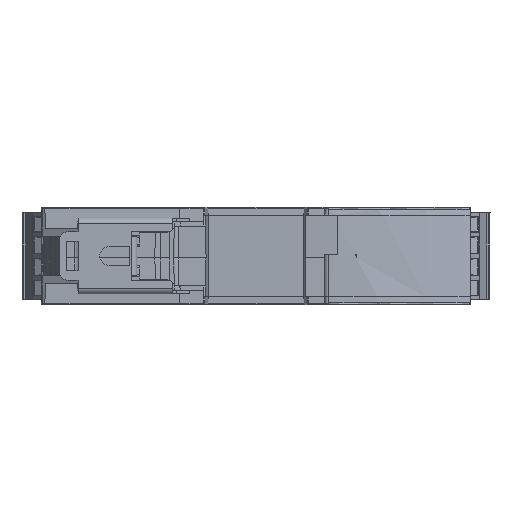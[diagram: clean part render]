
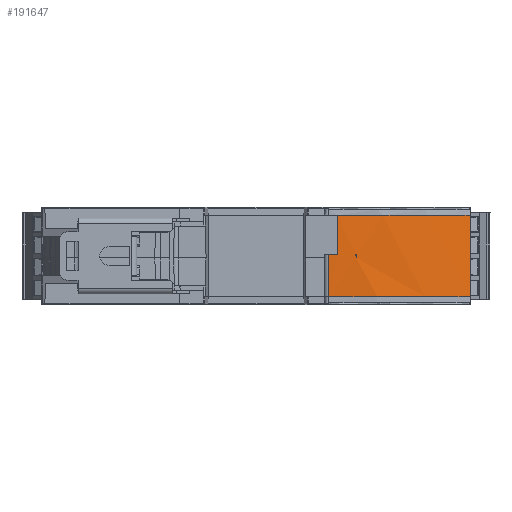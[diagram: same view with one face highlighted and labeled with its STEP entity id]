
A CAD part, front view. The second image highlights one B-rep face of the part: STEP entity #191647.
In plain terms, the highlighted cylindrical face has radius 80 mm (diameter 160 mm), a partial arc.
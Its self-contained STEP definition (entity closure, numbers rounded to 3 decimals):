
#1460 = CARTESIAN_POINT ( 'NONE',  ( 12.881, -53.531, 118.508 ) ) ;
#9586 = ORIENTED_EDGE ( 'NONE', *, *, #55018, .F. ) ;
#11119 = CARTESIAN_POINT ( 'NONE',  ( 11.47, -53.597, 118.508 ) ) ;
#15580 = EDGE_CURVE ( 'NONE', #209698, #37424, #32237, .T. ) ;
#16226 = ORIENTED_EDGE ( 'NONE', *, *, #153602, .T. ) ;
#16609 = ORIENTED_EDGE ( 'NONE', *, *, #133479, .T. ) ;
#17057 = DIRECTION ( 'NONE',  ( 0., 0., 1. ) ) ;
#17262 = CARTESIAN_POINT ( 'NONE',  ( 11.47, -53.597, 108.808 ) ) ;
#21324 = CARTESIAN_POINT ( 'NONE',  ( 12.176, -53.569, 118.508 ) ) ;
#23142 = VERTEX_POINT ( 'NONE', #17262 ) ;
#24788 = DIRECTION ( 'NONE',  ( 0., 0., -1. ) ) ;
#25374 = ORIENTED_EDGE ( 'NONE', *, *, #70825, .F. ) ;
#27541 = VECTOR ( 'NONE', #43299, 1000. ) ;
#28817 = VERTEX_POINT ( 'NONE', #177108 ) ;
#29254 = CARTESIAN_POINT ( 'NONE',  ( 13.586, -53.483, 118.508 ) ) ;
#30116 = CARTESIAN_POINT ( 'NONE',  ( 17.777, -53.091, 117.974 ) ) ;
#30332 = VERTEX_POINT ( 'NONE', #45383 ) ;
#32168 = EDGE_CURVE ( 'NONE', #48828, #182014, #80839, .T. ) ;
#32237 = B_SPLINE_CURVE_WITH_KNOTS ( 'NONE', 3,
 ( #190818, #109694, #78367, #192247 ),
 .UNSPECIFIED., .F., .F.,
 ( 4, 4 ),
 ( 0., 1. ),
 .UNSPECIFIED. ) ;
#34687 = CARTESIAN_POINT ( 'NONE',  ( 17.768, -53.092, 118.508 ) ) ;
#35071 = ORIENTED_EDGE ( 'NONE', *, *, #32168, .F. ) ;
#35458 = CARTESIAN_POINT ( 'NONE',  ( 8.229, 26.337, 108.808 ) ) ;
#37424 = VERTEX_POINT ( 'NONE', #29254 ) ;
#37601 = B_SPLINE_CURVE_WITH_KNOTS ( 'NONE', 3,
 ( #11119, #57517, #174198, #205389 ),
 .UNSPECIFIED., .F., .F.,
 ( 4, 4 ),
 ( 0., 1. ),
 .UNSPECIFIED. ) ;
#43299 = DIRECTION ( 'NONE',  ( -0.017, -0.002, 1. ) ) ;
#44353 = ORIENTED_EDGE ( 'NONE', *, *, #88953, .T. ) ;
#45383 = CARTESIAN_POINT ( 'NONE',  ( 17.782, -53.091, 117.708 ) ) ;
#47421 = VERTEX_POINT ( 'NONE', #34687 ) ;
#48828 = VERTEX_POINT ( 'NONE', #101311 ) ;
#53225 = AXIS2_PLACEMENT_3D ( 'NONE', #178318, #112068, #114165 ) ;
#55018 = EDGE_CURVE ( 'NONE', #209698, #168863, #141099, .T. ) ;
#57517 = CARTESIAN_POINT ( 'NONE',  ( 11.47, -53.597, 115.274 ) ) ;
#60549 = DIRECTION ( 'NONE',  ( 0., 0., 1. ) ) ;
#63079 = CIRCLE ( 'NONE', #112992, 80. ) ;
#64715 = EDGE_CURVE ( 'NONE', #47421, #182014, #185326, .T. ) ;
#67628 = DIRECTION ( 'NONE',  ( 1., 0., 0. ) ) ;
#70825 = EDGE_CURVE ( 'NONE', #168863, #28817, #188722, .T. ) ;
#77386 = CYLINDRICAL_SURFACE ( 'NONE', #150177, 80. ) ;
#78367 = CARTESIAN_POINT ( 'NONE',  ( 13.534, -53.487, 121.508 ) ) ;
#80257 = CARTESIAN_POINT ( 'NONE',  ( 17.798, -53.089, 118.508 ) ) ;
#80839 = LINE ( 'NONE', #174282, #27541 ) ;
#81790 = EDGE_LOOP ( 'NONE', ( #44353, #138449, #35071, #162215 ) ) ;
#82935 = DIRECTION ( 'NONE',  ( 0.993, 0.12, 0. ) ) ;
#86864 = CARTESIAN_POINT ( 'NONE',  ( 11.47, -53.597, 118.508 ) ) ;
#88953 = EDGE_CURVE ( 'NONE', #30332, #47421, #153903, .T. ) ;
#96791 = EDGE_CURVE ( 'NONE', #178651, #23142, #37601, .T. ) ;
#101311 = CARTESIAN_POINT ( 'NONE',  ( 17.812, -53.087, 117.708 ) ) ;
#109694 = CARTESIAN_POINT ( 'NONE',  ( 13.482, -53.49, 124.508 ) ) ;
#110432 = VECTOR ( 'NONE', #82935, 1000. ) ;
#110549 = CARTESIAN_POINT ( 'NONE',  ( 17.768, -53.092, 118.508 ) ) ;
#112068 = DIRECTION ( 'NONE',  ( 0., 0., 1. ) ) ;
#112776 = B_SPLINE_CURVE_WITH_KNOTS ( 'NONE', 3,
 ( #180221, #1460, #21324, #86864 ),
 .UNSPECIFIED., .F., .F.,
 ( 4, 4 ),
 ( 0., 1. ),
 .UNSPECIFIED. ) ;
#112992 = AXIS2_PLACEMENT_3D ( 'NONE', #35458, #197073, #166501 ) ;
#114165 = DIRECTION ( 'NONE',  ( 1., 0., 0. ) ) ;
#116633 = CARTESIAN_POINT ( 'NONE',  ( 11.47, -53.597, 118.508 ) ) ;
#117315 = ORIENTED_EDGE ( 'NONE', *, *, #96791, .T. ) ;
#120222 = EDGE_CURVE ( 'NONE', #30332, #48828, #202105, .T. ) ;
#122392 = CARTESIAN_POINT ( 'NONE',  ( 44.064, -45.189, 108.158 ) ) ;
#126275 = CARTESIAN_POINT ( 'NONE',  ( 17.782, -53.091, 117.708 ) ) ;
#133479 = EDGE_CURVE ( 'NONE', #37424, #178651, #112776, .T. ) ;
#138449 = ORIENTED_EDGE ( 'NONE', *, *, #64715, .T. ) ;
#141099 = CIRCLE ( 'NONE', #53225, 80. ) ;
#147700 = CARTESIAN_POINT ( 'NONE',  ( 13.429, -53.494, 127.508 ) ) ;
#150177 = AXIS2_PLACEMENT_3D ( 'NONE', #156789, #60549, #207059 ) ;
#150559 = ORIENTED_EDGE ( 'NONE', *, *, #15580, .T. ) ;
#153602 = EDGE_CURVE ( 'NONE', #23142, #28817, #63079, .T. ) ;
#153903 = B_SPLINE_CURVE_WITH_KNOTS ( 'NONE', 3,
 ( #126275, #30116, #160488, #110549 ),
 .UNSPECIFIED., .F., .F.,
 ( 4, 4 ),
 ( 0., 1. ),
 .UNSPECIFIED. ) ;
#156789 = CARTESIAN_POINT ( 'NONE',  ( 8.229, 26.337, 108.158 ) ) ;
#160488 = CARTESIAN_POINT ( 'NONE',  ( 17.772, -53.092, 118.241 ) ) ;
#162103 = CARTESIAN_POINT ( 'NONE',  ( 44.064, -45.189, 127.508 ) ) ;
#162215 = ORIENTED_EDGE ( 'NONE', *, *, #120222, .F. ) ;
#165946 = VECTOR ( 'NONE', #24788, 1000. ) ;
#166501 = DIRECTION ( 'NONE',  ( 1., 0., 0. ) ) ;
#168863 = VERTEX_POINT ( 'NONE', #162103 ) ;
#169153 = FACE_BOUND ( 'NONE', #81790, .T. ) ;
#174198 = CARTESIAN_POINT ( 'NONE',  ( 11.47, -53.597, 112.041 ) ) ;
#174272 = FACE_OUTER_BOUND ( 'NONE', #198256, .T. ) ;
#174282 = CARTESIAN_POINT ( 'NONE',  ( 17.812, -53.087, 117.708 ) ) ;
#177108 = CARTESIAN_POINT ( 'NONE',  ( 44.064, -45.189, 108.808 ) ) ;
#178318 = CARTESIAN_POINT ( 'NONE',  ( 8.229, 26.337, 127.508 ) ) ;
#178651 = VERTEX_POINT ( 'NONE', #116633 ) ;
#180221 = CARTESIAN_POINT ( 'NONE',  ( 13.586, -53.483, 118.508 ) ) ;
#182014 = VERTEX_POINT ( 'NONE', #80257 ) ;
#185326 = CIRCLE ( 'NONE', #209842, 80. ) ;
#188722 = LINE ( 'NONE', #122392, #165946 ) ;
#190818 = CARTESIAN_POINT ( 'NONE',  ( 13.429, -53.494, 127.508 ) ) ;
#191647 = ADVANCED_FACE ( 'NONE', ( #174272, #169153 ), #77386, .T. ) ;
#192247 = CARTESIAN_POINT ( 'NONE',  ( 13.586, -53.483, 118.508 ) ) ;
#196116 = CARTESIAN_POINT ( 'NONE',  ( 17.782, -53.091, 117.708 ) ) ;
#196456 = CARTESIAN_POINT ( 'NONE',  ( 8.229, 26.337, 118.508 ) ) ;
#197073 = DIRECTION ( 'NONE',  ( 0., 0., 1. ) ) ;
#198256 = EDGE_LOOP ( 'NONE', ( #117315, #16226, #25374, #9586, #150559, #16609 ) ) ;
#202105 = LINE ( 'NONE', #196116, #110432 ) ;
#205389 = CARTESIAN_POINT ( 'NONE',  ( 11.47, -53.597, 108.808 ) ) ;
#207059 = DIRECTION ( 'NONE',  ( 1., 0., 0. ) ) ;
#209698 = VERTEX_POINT ( 'NONE', #147700 ) ;
#209842 = AXIS2_PLACEMENT_3D ( 'NONE', #196456, #17057, #67628 ) ;
